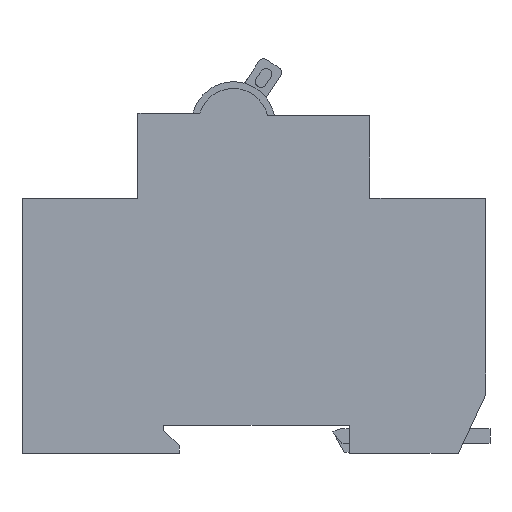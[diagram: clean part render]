
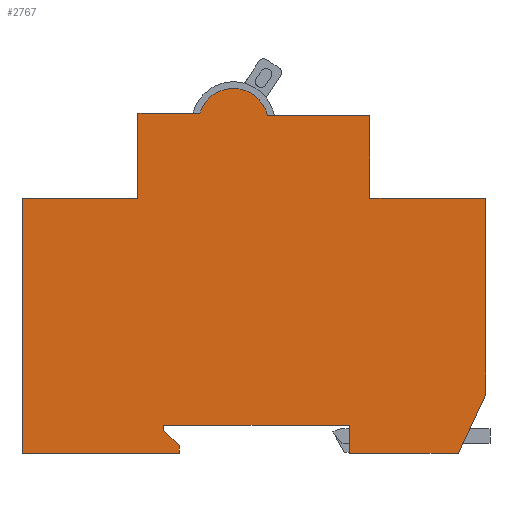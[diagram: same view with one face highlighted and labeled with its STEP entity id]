
A CAD part, left-side view. The second image highlights one B-rep face of the part: STEP entity #2767.
In plain terms, the highlighted planar face has unit normal (-1, 0, 0).
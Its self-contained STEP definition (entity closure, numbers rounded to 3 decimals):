
#158=DIRECTION('',(0.,1.,0.));
#159=VECTOR('',#158,36.);
#160=CARTESIAN_POINT('',(-13.5,-19.4,-25.));
#161=LINE('',#160,#159);
#165=DIRECTION('',(0.,0.,-1.));
#166=VECTOR('',#165,1.);
#167=CARTESIAN_POINT('',(-13.5,16.6,-25.));
#168=LINE('',#167,#166);
#172=DIRECTION('',(0.,-0.707,-0.707));
#173=VECTOR('',#172,4.243);
#174=CARTESIAN_POINT('',(-13.5,16.6,-26.));
#175=LINE('',#174,#173);
#179=DIRECTION('',(0.,0.,-1.));
#180=VECTOR('',#179,1.5);
#181=CARTESIAN_POINT('',(-13.5,13.6,-29.));
#182=LINE('',#181,#180);
#186=DIRECTION('',(0.,1.,0.));
#187=VECTOR('',#186,30.5);
#188=CARTESIAN_POINT('',(-13.5,13.6,-30.5));
#189=LINE('',#188,#187);
#193=DIRECTION('',(0.,0.,1.));
#194=VECTOR('',#193,49.5);
#195=CARTESIAN_POINT('',(-13.5,44.1,-30.5));
#196=LINE('',#195,#194);
#200=DIRECTION('',(0.,-1.,0.));
#201=VECTOR('',#200,22.5);
#202=CARTESIAN_POINT('',(-13.5,44.1,19.));
#203=LINE('',#202,#201);
#207=DIRECTION('',(0.,0.,1.));
#208=VECTOR('',#207,16.5);
#209=CARTESIAN_POINT('',(-13.5,21.6,19.));
#210=LINE('',#209,#208);
#214=DIRECTION('',(0.,-1.,0.));
#215=VECTOR('',#214,12.001);
#216=CARTESIAN_POINT('',(-13.5,21.6,35.5));
#217=LINE('',#216,#215);
#221=CARTESIAN_POINT('',(-13.5,3.1,33.5));
#222=DIRECTION('',(1.,0.,0.));
#223=DIRECTION('',(0.,0.956,0.294));
#224=AXIS2_PLACEMENT_3D('',#221,#222,#223);
#229=DIRECTION('',(0.,-1.,0.));
#230=VECTOR('',#229,19.868);
#231=CARTESIAN_POINT('',(-13.5,-3.532,35.));
#232=LINE('',#231,#230);
#236=DIRECTION('',(0.,0.,-1.));
#237=VECTOR('',#236,16.);
#238=CARTESIAN_POINT('',(-13.5,-23.4,35.));
#239=LINE('',#238,#237);
#243=DIRECTION('',(0.,-1.,0.));
#244=VECTOR('',#243,22.5);
#245=CARTESIAN_POINT('',(-13.5,-23.4,19.));
#246=LINE('',#245,#244);
#250=DIRECTION('',(0.,0.,-1.));
#251=VECTOR('',#250,38.);
#252=CARTESIAN_POINT('',(-13.5,-45.9,19.));
#253=LINE('',#252,#251);
#257=DIRECTION('',(0.,0.423,-0.906));
#258=VECTOR('',#257,12.689);
#259=CARTESIAN_POINT('',(-13.5,-45.9,-19.));
#260=LINE('',#259,#258);
#264=DIRECTION('',(0.,1.,0.));
#265=VECTOR('',#264,21.137);
#266=CARTESIAN_POINT('',(-13.5,-40.537,-30.5));
#267=LINE('',#266,#265);
#271=DIRECTION('',(0.,0.,1.));
#272=VECTOR('',#271,5.5);
#273=CARTESIAN_POINT('',(-13.5,-19.4,-30.5));
#274=LINE('',#273,#272);
#2326=CARTESIAN_POINT('',(-13.5,-19.4,-25.));
#2327=CARTESIAN_POINT('',(-13.5,16.6,-25.));
#2328=VERTEX_POINT('',#2326);
#2329=VERTEX_POINT('',#2327);
#2330=CARTESIAN_POINT('',(-13.5,16.6,-26.));
#2331=VERTEX_POINT('',#2330);
#2332=CARTESIAN_POINT('',(-13.5,13.6,-29.));
#2333=VERTEX_POINT('',#2332);
#2334=CARTESIAN_POINT('',(-13.5,13.6,-30.5));
#2335=VERTEX_POINT('',#2334);
#2336=CARTESIAN_POINT('',(-13.5,44.1,-30.5));
#2337=VERTEX_POINT('',#2336);
#2338=CARTESIAN_POINT('',(-13.5,44.1,19.));
#2339=VERTEX_POINT('',#2338);
#2340=CARTESIAN_POINT('',(-13.5,21.6,19.));
#2341=VERTEX_POINT('',#2340);
#2342=CARTESIAN_POINT('',(-13.5,21.6,35.5));
#2343=VERTEX_POINT('',#2342);
#2344=CARTESIAN_POINT('',(-13.5,9.599,35.5));
#2345=VERTEX_POINT('',#2344);
#2346=CARTESIAN_POINT('',(-13.5,-3.532,35.));
#2347=VERTEX_POINT('',#2346);
#2348=CARTESIAN_POINT('',(-13.5,-23.4,35.));
#2349=VERTEX_POINT('',#2348);
#2350=CARTESIAN_POINT('',(-13.5,-23.4,19.));
#2351=VERTEX_POINT('',#2350);
#2352=CARTESIAN_POINT('',(-13.5,-45.9,19.));
#2353=VERTEX_POINT('',#2352);
#2354=CARTESIAN_POINT('',(-13.5,-45.9,-19.));
#2355=VERTEX_POINT('',#2354);
#2356=CARTESIAN_POINT('',(-13.5,-40.537,-30.5));
#2357=VERTEX_POINT('',#2356);
#2358=CARTESIAN_POINT('',(-13.5,-19.4,-30.5));
#2359=VERTEX_POINT('',#2358);
#2726=CARTESIAN_POINT('',(-13.5,0.,0.));
#2727=DIRECTION('',(-1.,0.,0.));
#2728=DIRECTION('',(0.,-1.,0.));
#2729=AXIS2_PLACEMENT_3D('',#2726,#2727,#2728);
#2730=PLANE('',#2729);
#2732=ORIENTED_EDGE('',*,*,#2731,.T.);
#2734=ORIENTED_EDGE('',*,*,#2733,.T.);
#2736=ORIENTED_EDGE('',*,*,#2735,.T.);
#2738=ORIENTED_EDGE('',*,*,#2737,.T.);
#2740=ORIENTED_EDGE('',*,*,#2739,.T.);
#2742=ORIENTED_EDGE('',*,*,#2741,.T.);
#2744=ORIENTED_EDGE('',*,*,#2743,.T.);
#2746=ORIENTED_EDGE('',*,*,#2745,.T.);
#2748=ORIENTED_EDGE('',*,*,#2747,.T.);
#2750=ORIENTED_EDGE('',*,*,#2749,.T.);
#2752=ORIENTED_EDGE('',*,*,#2751,.T.);
#2754=ORIENTED_EDGE('',*,*,#2753,.T.);
#2756=ORIENTED_EDGE('',*,*,#2755,.T.);
#2758=ORIENTED_EDGE('',*,*,#2757,.T.);
#2760=ORIENTED_EDGE('',*,*,#2759,.T.);
#2762=ORIENTED_EDGE('',*,*,#2761,.T.);
#2764=ORIENTED_EDGE('',*,*,#2763,.T.);
#2765=EDGE_LOOP('',(#2732,#2734,#2736,#2738,#2740,#2742,#2744,#2746,#2748,#2750,
#2752,#2754,#2756,#2758,#2760,#2762,#2764));
#2766=FACE_OUTER_BOUND('',#2765,.F.);
#225=CIRCLE('',#224,6.8);
#2731=EDGE_CURVE('',#2328,#2329,#161,.T.);
#2733=EDGE_CURVE('',#2329,#2331,#168,.T.);
#2735=EDGE_CURVE('',#2331,#2333,#175,.T.);
#2737=EDGE_CURVE('',#2333,#2335,#182,.T.);
#2739=EDGE_CURVE('',#2335,#2337,#189,.T.);
#2741=EDGE_CURVE('',#2337,#2339,#196,.T.);
#2743=EDGE_CURVE('',#2339,#2341,#203,.T.);
#2745=EDGE_CURVE('',#2341,#2343,#210,.T.);
#2747=EDGE_CURVE('',#2343,#2345,#217,.T.);
#2749=EDGE_CURVE('',#2345,#2347,#225,.T.);
#2751=EDGE_CURVE('',#2347,#2349,#232,.T.);
#2753=EDGE_CURVE('',#2349,#2351,#239,.T.);
#2755=EDGE_CURVE('',#2351,#2353,#246,.T.);
#2757=EDGE_CURVE('',#2353,#2355,#253,.T.);
#2759=EDGE_CURVE('',#2355,#2357,#260,.T.);
#2761=EDGE_CURVE('',#2357,#2359,#267,.T.);
#2763=EDGE_CURVE('',#2359,#2328,#274,.T.);
#2767=ADVANCED_FACE('',(#2766),#2730,.T.);
